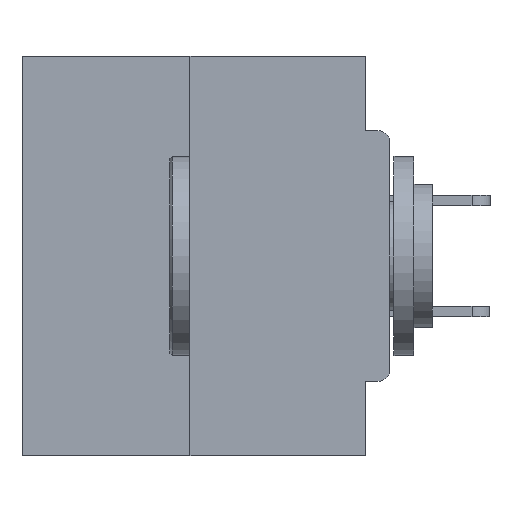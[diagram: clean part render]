
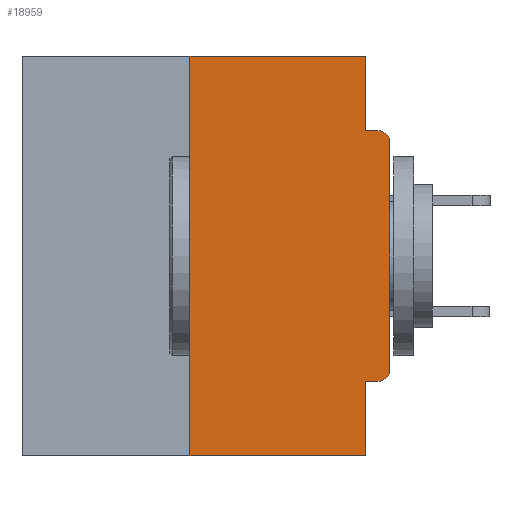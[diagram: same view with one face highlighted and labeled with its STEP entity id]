
A CAD part, left-side view. The second image highlights one B-rep face of the part: STEP entity #18959.
In plain terms, the highlighted planar face has unit normal (-1, 0, 0).
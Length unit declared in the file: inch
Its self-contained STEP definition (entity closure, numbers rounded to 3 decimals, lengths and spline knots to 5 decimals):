
#1025 = VERTEX_POINT ( 'NONE', #33504 ) ;
#1240 = CARTESIAN_POINT ( 'NONE',  ( 0., 0.46, 0. ) ) ;
#1814 = EDGE_CURVE ( 'NONE', #25856, #30349, #28501, .T. ) ;
#1954 = FACE_OUTER_BOUND ( 'NONE', #32805, .T. ) ;
#2042 = VERTEX_POINT ( 'NONE', #30501 ) ;
#2107 = CARTESIAN_POINT ( 'NONE',  ( 0., 0., 0. ) ) ;
#2735 = CARTESIAN_POINT ( 'NONE',  ( 0., 0.46, -0.5 ) ) ;
#3486 = EDGE_CURVE ( 'NONE', #14515, #17393, #19785, .T. ) ;
#3565 = VECTOR ( 'NONE', #14518, 39.37008 ) ;
#3616 = ORIENTED_EDGE ( 'NONE', *, *, #31798, .F. ) ;
#3643 = PLANE ( 'NONE',  #18686 ) ;
#5107 = LINE ( 'NONE', #36338, #11348 ) ;
#6017 = LINE ( 'NONE', #1240, #12699 ) ;
#6113 = VECTOR ( 'NONE', #32982, 39.37008 ) ;
#6242 = LINE ( 'NONE', #2735, #31164 ) ;
#6403 = CARTESIAN_POINT ( 'NONE',  ( 0., 0.031, -0.5 ) ) ;
#7430 = LINE ( 'NONE', #30510, #6113 ) ;
#7534 = VECTOR ( 'NONE', #11431, 39.37008 ) ;
#7611 = CARTESIAN_POINT ( 'NONE',  ( 0., 0.25, -0.5 ) ) ;
#7628 = ORIENTED_EDGE ( 'NONE', *, *, #29520, .F. ) ;
#7654 = ORIENTED_EDGE ( 'NONE', *, *, #3486, .T. ) ;
#9896 = CARTESIAN_POINT ( 'NONE',  ( 0., 0.015, -0.4065 ) ) ;
#10699 = DIRECTION ( 'NONE',  ( 0., 1., 0. ) ) ;
#11348 = VECTOR ( 'NONE', #10699, 39.37008 ) ;
#11360 = EDGE_CURVE ( 'NONE', #24794, #2042, #17805, .T. ) ;
#11431 = DIRECTION ( 'NONE',  ( 0., 0., -1. ) ) ;
#11705 = EDGE_CURVE ( 'NONE', #33195, #30349, #33728, .T. ) ;
#12389 = DIRECTION ( 'NONE',  ( 0., 0., -1. ) ) ;
#12699 = VECTOR ( 'NONE', #26355, 39.37008 ) ;
#13325 = CARTESIAN_POINT ( 'NONE',  ( 0., 0.015, -0.3915 ) ) ;
#14018 = ORIENTED_EDGE ( 'NONE', *, *, #19764, .F. ) ;
#14299 = VERTEX_POINT ( 'NONE', #6403 ) ;
#14515 = VERTEX_POINT ( 'NONE', #9896 ) ;
#14518 = DIRECTION ( 'NONE',  ( 0., -1., 0. ) ) ;
#14688 = ORIENTED_EDGE ( 'NONE', *, *, #34075, .T. ) ;
#15005 = CARTESIAN_POINT ( 'NONE',  ( 0., 0., -0.0935 ) ) ;
#15081 = CARTESIAN_POINT ( 'NONE',  ( 0., 0.031, -0.0935 ) ) ;
#16076 = EDGE_CURVE ( 'NONE', #24794, #14299, #6242, .T. ) ;
#16248 = AXIS2_PLACEMENT_3D ( 'NONE', #23928, #26691, #21246 ) ;
#16957 = DIRECTION ( 'NONE',  ( 0., 0., 1. ) ) ;
#17022 = AXIS2_PLACEMENT_3D ( 'NONE', #13325, #33534, #36365 ) ;
#17393 = VERTEX_POINT ( 'NONE', #35976 ) ;
#17582 = VECTOR ( 'NONE', #16957, 39.37008 ) ;
#17638 = ORIENTED_EDGE ( 'NONE', *, *, #11705, .T. ) ;
#17805 = LINE ( 'NONE', #24325, #28475 ) ;
#18322 = CARTESIAN_POINT ( 'NONE',  ( 0., 0.015, -0.0935 ) ) ;
#18686 = AXIS2_PLACEMENT_3D ( 'NONE', #23426, #20841, #12389 ) ;
#18959 = ADVANCED_FACE ( 'NONE', ( #1954 ), #3643, .F. ) ;
#19764 = EDGE_CURVE ( 'NONE', #14515, #1025, #5107, .T. ) ;
#19785 = CIRCLE ( 'NONE', #17022, 0.015 ) ;
#20721 = LINE ( 'NONE', #2107, #17582 ) ;
#20841 = DIRECTION ( 'NONE',  ( 1., 0., 0. ) ) ;
#21246 = DIRECTION ( 'NONE',  ( 0., 0., -1. ) ) ;
#22066 = CARTESIAN_POINT ( 'NONE',  ( 0., 0.031, 0. ) ) ;
#22082 = EDGE_CURVE ( 'NONE', #31507, #25856, #7430, .T. ) ;
#23426 = CARTESIAN_POINT ( 'NONE',  ( 0., 0.46, 0. ) ) ;
#23928 = CARTESIAN_POINT ( 'NONE',  ( 0., 0.015, -0.1085 ) ) ;
#24325 = CARTESIAN_POINT ( 'NONE',  ( 0., 0.25, 0. ) ) ;
#24754 = ORIENTED_EDGE ( 'NONE', *, *, #1814, .F. ) ;
#24794 = VERTEX_POINT ( 'NONE', #7611 ) ;
#25856 = VERTEX_POINT ( 'NONE', #15081 ) ;
#26355 = DIRECTION ( 'NONE',  ( 0., -1., 0. ) ) ;
#26691 = DIRECTION ( 'NONE',  ( -1., 0., 0. ) ) ;
#28181 = ORIENTED_EDGE ( 'NONE', *, *, #16076, .T. ) ;
#28475 = VECTOR ( 'NONE', #35731, 39.37008 ) ;
#28501 = LINE ( 'NONE', #15005, #3565 ) ;
#29520 = EDGE_CURVE ( 'NONE', #1025, #14299, #35066, .T. ) ;
#30349 = VERTEX_POINT ( 'NONE', #18322 ) ;
#30501 = CARTESIAN_POINT ( 'NONE',  ( 0., 0.25, 0. ) ) ;
#30510 = CARTESIAN_POINT ( 'NONE',  ( 0., 0.031, 0. ) ) ;
#31008 = ORIENTED_EDGE ( 'NONE', *, *, #22082, .F. ) ;
#31164 = VECTOR ( 'NONE', #36392, 39.37008 ) ;
#31393 = CARTESIAN_POINT ( 'NONE',  ( 0., 0.031, -0.5 ) ) ;
#31507 = VERTEX_POINT ( 'NONE', #22066 ) ;
#31798 = EDGE_CURVE ( 'NONE', #2042, #31507, #6017, .T. ) ;
#32805 = EDGE_LOOP ( 'NONE', ( #3616, #33076, #28181, #7628, #14018, #7654, #14688, #17638, #24754, #31008 ) ) ;
#32982 = DIRECTION ( 'NONE',  ( 0., 0., -1. ) ) ;
#33076 = ORIENTED_EDGE ( 'NONE', *, *, #11360, .F. ) ;
#33195 = VERTEX_POINT ( 'NONE', #34959 ) ;
#33504 = CARTESIAN_POINT ( 'NONE',  ( 0., 0.031, -0.4065 ) ) ;
#33534 = DIRECTION ( 'NONE',  ( -1., 0., 0. ) ) ;
#33728 = CIRCLE ( 'NONE', #16248, 0.015 ) ;
#34075 = EDGE_CURVE ( 'NONE', #17393, #33195, #20721, .T. ) ;
#34959 = CARTESIAN_POINT ( 'NONE',  ( 0., 0., -0.1085 ) ) ;
#35066 = LINE ( 'NONE', #31393, #7534 ) ;
#35731 = DIRECTION ( 'NONE',  ( 0., 0., 1. ) ) ;
#35976 = CARTESIAN_POINT ( 'NONE',  ( 0., 0., -0.3915 ) ) ;
#36338 = CARTESIAN_POINT ( 'NONE',  ( 0., 0., -0.4065 ) ) ;
#36365 = DIRECTION ( 'NONE',  ( 0., 0., -1. ) ) ;
#36392 = DIRECTION ( 'NONE',  ( 0., -1., 0. ) ) ;
